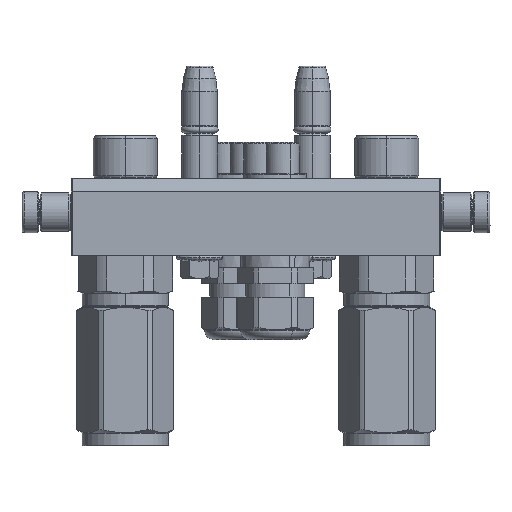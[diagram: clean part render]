
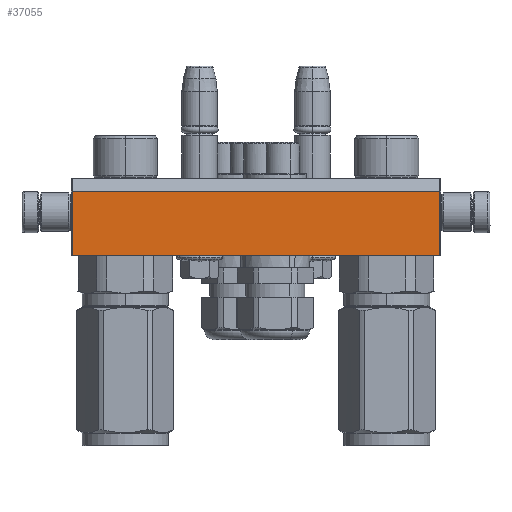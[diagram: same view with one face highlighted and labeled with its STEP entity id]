
A CAD part, left-side view. The second image highlights one B-rep face of the part: STEP entity #37055.
In plain terms, the highlighted face is planar.
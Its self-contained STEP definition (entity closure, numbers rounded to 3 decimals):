
#968 = DIRECTION ( 'NONE',  ( -1., 0., 0. ) ) ;
#1470 = CARTESIAN_POINT ( 'NONE',  ( 143.5, 5., -90. ) ) ;
#2777 = VERTEX_POINT ( 'NONE', #49132 ) ;
#4255 = LINE ( 'NONE', #35947, #67138 ) ;
#11184 = DIRECTION ( 'NONE',  ( -1., 0., 0. ) ) ;
#17049 = CARTESIAN_POINT ( 'NONE',  ( 143.5, 30., -90. ) ) ;
#19816 = DIRECTION ( 'NONE',  ( -1., 0., 0. ) ) ;
#20998 = ORIENTED_EDGE ( 'NONE', *, *, #46911, .F. ) ;
#23804 = DIRECTION ( 'NONE',  ( 0., 1., 0. ) ) ;
#23951 = LINE ( 'NONE', #34210, #58560 ) ;
#24121 = CARTESIAN_POINT ( 'NONE',  ( 0.5, 5., -90. ) ) ;
#24416 = VERTEX_POINT ( 'NONE', #17049 ) ;
#26589 = ORIENTED_EDGE ( 'NONE', *, *, #34838, .F. ) ;
#30414 = LINE ( 'NONE', #1470, #55079 ) ;
#30861 = FACE_OUTER_BOUND ( 'NONE', #39607, .T. ) ;
#34210 = CARTESIAN_POINT ( 'NONE',  ( 143.5, 30., -90. ) ) ;
#34361 = EDGE_CURVE ( 'NONE', #70189, #73693, #30414, .T. ) ;
#34838 = EDGE_CURVE ( 'NONE', #24416, #2777, #23951, .T. ) ;
#35947 = CARTESIAN_POINT ( 'NONE',  ( 0.5, 5., -90. ) ) ;
#37041 = DIRECTION ( 'NONE',  ( 0., 0., -1. ) ) ;
#37055 = ADVANCED_FACE ( 'NONE', ( #30861 ), #37273, .T. ) ;
#37273 = PLANE ( 'NONE',  #64591 ) ;
#39261 = CARTESIAN_POINT ( 'NONE',  ( 143.5, 5., -90. ) ) ;
#39266 = VECTOR ( 'NONE', #62928, 1000. ) ;
#39607 = EDGE_LOOP ( 'NONE', ( #26589, #20998, #65030, #59010 ) ) ;
#45372 = CARTESIAN_POINT ( 'NONE',  ( 143.5, 5., -90. ) ) ;
#46911 = EDGE_CURVE ( 'NONE', #70189, #24416, #67569, .T. ) ;
#49132 = CARTESIAN_POINT ( 'NONE',  ( 0.5, 30., -90. ) ) ;
#51918 = EDGE_CURVE ( 'NONE', #73693, #2777, #4255, .T. ) ;
#55079 = VECTOR ( 'NONE', #968, 1000. ) ;
#55441 = CARTESIAN_POINT ( 'NONE',  ( 144., 0., -90. ) ) ;
#58560 = VECTOR ( 'NONE', #11184, 1000. ) ;
#59010 = ORIENTED_EDGE ( 'NONE', *, *, #51918, .T. ) ;
#62928 = DIRECTION ( 'NONE',  ( 0., 1., 0. ) ) ;
#64591 = AXIS2_PLACEMENT_3D ( 'NONE', #55441, #37041, #19816 ) ;
#65030 = ORIENTED_EDGE ( 'NONE', *, *, #34361, .T. ) ;
#67138 = VECTOR ( 'NONE', #23804, 1000. ) ;
#67569 = LINE ( 'NONE', #45372, #39266 ) ;
#70189 = VERTEX_POINT ( 'NONE', #39261 ) ;
#73693 = VERTEX_POINT ( 'NONE', #24121 ) ;
